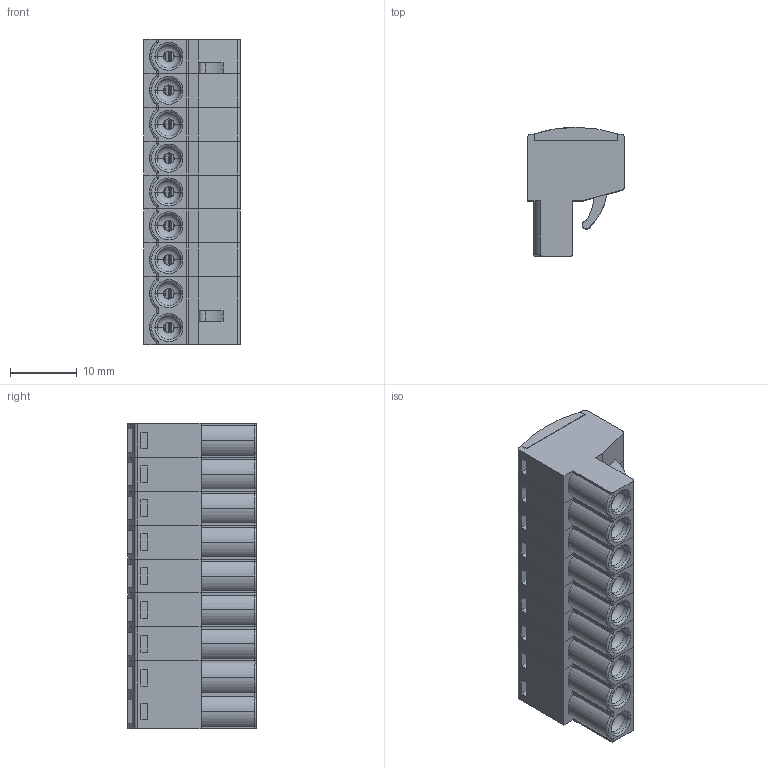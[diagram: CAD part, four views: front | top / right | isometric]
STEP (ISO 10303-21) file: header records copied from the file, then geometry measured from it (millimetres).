
FILE_DESCRIPTION (( 'STEP AP214' ), '1' );
FILE_NAME ('49009_S.step', '2014-05-29T14:36:47', ( '' ), ( '' ), 'SwSTEP 2.0', 'SolidWorks 2013', '' );
FILE_SCHEMA (( 'AUTOMOTIVE_DESIGN' ));
Length unit declared in the file: millimetre
Products named in the file (4): 49001_S; 49001_S_49002_SENZA DENTE; 49002_S; 49009_S
Assembly tree (8 placements, depth 2):
  49009_S
    49002_S
    49001_S_49002_SENZA DENTE  x6
    49001_S
Bounding box: 14.5 x 19.3 x 45.72 mm (x, y, z)
Volume: 7814.3 mm3; surface area: 8071.3 mm2
Topology: 8 solids, 8 shells, 821 faces, 2115 edges, 1338 vertices
Faces by surface type: plane 577, cylinder 199, torus 45
Entity records: 13661 total; most frequent: CARTESIAN_POINT 1996, DIRECTION 1863, ORIENTED_EDGE 1830, EDGE_CURVE 915, VECTOR 621, LINE 621, AXIS2_PLACEMENT_3D 621, VERTEX_POINT 578
